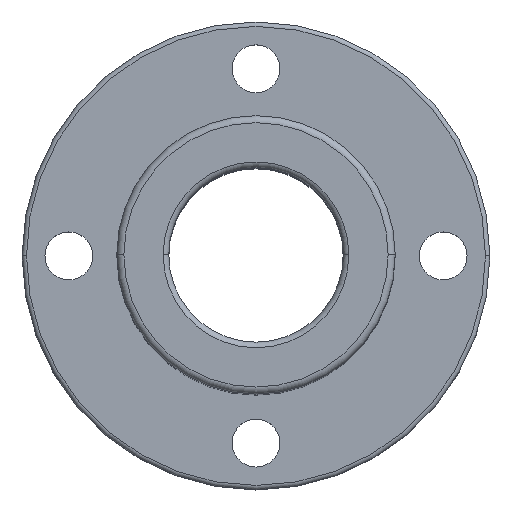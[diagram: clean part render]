
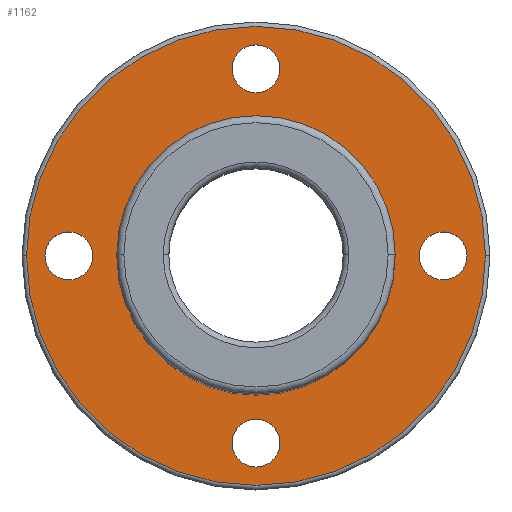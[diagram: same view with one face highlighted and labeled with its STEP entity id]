
A CAD part, top view. The second image highlights one B-rep face of the part: STEP entity #1162.
In plain terms, the highlighted planar face has unit normal (0, 0, 1).
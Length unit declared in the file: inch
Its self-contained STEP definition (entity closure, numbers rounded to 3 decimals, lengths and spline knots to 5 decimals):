
#9 = EDGE_CURVE ( 'NONE', #1748, #541, #2285, .T. ) ;
#27 = CIRCLE ( 'NONE', #688, 0.10825 ) ;
#40 = DIRECTION ( 'NONE',  ( 0., 0., 1. ) ) ;
#59 = VERTEX_POINT ( 'NONE', #617 ) ;
#116 = DIRECTION ( 'NONE',  ( -1., 0., 0. ) ) ;
#169 = PLANE ( 'NONE',  #1669 ) ;
#200 = VERTEX_POINT ( 'NONE', #1235 ) ;
#224 = DIRECTION ( 'NONE',  ( 1., 0., 0. ) ) ;
#229 = CARTESIAN_POINT ( 'NONE',  ( 0., 0., 0.428 ) ) ;
#244 = EDGE_LOOP ( 'NONE', ( #840, #1666 ) ) ;
#274 = DIRECTION ( 'NONE',  ( 0., -1., 0. ) ) ;
#290 = CARTESIAN_POINT ( 'NONE',  ( 1.03799, 0., 0.428 ) ) ;
#299 = AXIS2_PLACEMENT_3D ( 'NONE', #1579, #2668, #312 ) ;
#312 = DIRECTION ( 'NONE',  ( -1., 0., 0. ) ) ;
#320 = EDGE_LOOP ( 'NONE', ( #2164, #2718 ) ) ;
#372 = VERTEX_POINT ( 'NONE', #290 ) ;
#382 = CARTESIAN_POINT ( 'NONE',  ( -1.03799, 0., 0.428 ) ) ;
#389 = AXIS2_PLACEMENT_3D ( 'NONE', #697, #1796, #2013 ) ;
#417 = VERTEX_POINT ( 'NONE', #2298 ) ;
#421 = AXIS2_PLACEMENT_3D ( 'NONE', #229, #40, #845 ) ;
#444 = DIRECTION ( 'NONE',  ( 0., 0., -1. ) ) ;
#495 = CARTESIAN_POINT ( 'NONE',  ( 0.10825, 0.84645, 0.428 ) ) ;
#541 = VERTEX_POINT ( 'NONE', #1056 ) ;
#561 = DIRECTION ( 'NONE',  ( 0., 0., -1. ) ) ;
#581 = AXIS2_PLACEMENT_3D ( 'NONE', #1867, #1240, #2107 ) ;
#597 = EDGE_CURVE ( 'NONE', #2005, #700, #816, .T. ) ;
#616 = EDGE_CURVE ( 'NONE', #59, #417, #2030, .T. ) ;
#617 = CARTESIAN_POINT ( 'NONE',  ( 0.10825, -0.84645, 0.428 ) ) ;
#670 = AXIS2_PLACEMENT_3D ( 'NONE', #1282, #2143, #224 ) ;
#688 = AXIS2_PLACEMENT_3D ( 'NONE', #1967, #444, #2573 ) ;
#689 = CARTESIAN_POINT ( 'NONE',  ( 0.84645, 0.10825, 0.428 ) ) ;
#697 = CARTESIAN_POINT ( 'NONE',  ( 0., 0., 0.428 ) ) ;
#700 = VERTEX_POINT ( 'NONE', #1197 ) ;
#702 = DIRECTION ( 'NONE',  ( 1., 0., 0. ) ) ;
#816 = CIRCLE ( 'NONE', #2500, 0.10825 ) ;
#840 = ORIENTED_EDGE ( 'NONE', *, *, #1800, .F. ) ;
#845 = DIRECTION ( 'NONE',  ( 1., 0., 0. ) ) ;
#889 = ORIENTED_EDGE ( 'NONE', *, *, #1066, .T. ) ;
#895 = VERTEX_POINT ( 'NONE', #1865 ) ;
#904 = AXIS2_PLACEMENT_3D ( 'NONE', #962, #1141, #2000 ) ;
#919 = CARTESIAN_POINT ( 'NONE',  ( 0., 0., 0.428 ) ) ;
#962 = CARTESIAN_POINT ( 'NONE',  ( 0., -0.84645, 0.428 ) ) ;
#965 = AXIS2_PLACEMENT_3D ( 'NONE', #2131, #1081, #2583 ) ;
#966 = EDGE_CURVE ( 'NONE', #2569, #372, #1000, .T. ) ;
#985 = FACE_BOUND ( 'NONE', #2445, .T. ) ;
#1000 = CIRCLE ( 'NONE', #421, 1.03799 ) ;
#1003 = CIRCLE ( 'NONE', #2029, 0.10825 ) ;
#1015 = EDGE_CURVE ( 'NONE', #700, #2005, #2333, .T. ) ;
#1043 = VERTEX_POINT ( 'NONE', #495 ) ;
#1056 = CARTESIAN_POINT ( 'NONE',  ( 0.84645, -0.10825, 0.428 ) ) ;
#1066 = EDGE_CURVE ( 'NONE', #417, #59, #2374, .T. ) ;
#1081 = DIRECTION ( 'NONE',  ( 0., 0., 1. ) ) ;
#1141 = DIRECTION ( 'NONE',  ( 0., 0., -1. ) ) ;
#1162 = ADVANCED_FACE ( 'NONE', ( #985, #2315, #2074, #1411, #1195, #2513 ), #169, .F. ) ;
#1194 = ORIENTED_EDGE ( 'NONE', *, *, #2020, .T. ) ;
#1195 = FACE_OUTER_BOUND ( 'NONE', #2453, .T. ) ;
#1197 = CARTESIAN_POINT ( 'NONE',  ( -0.84645, -0.10825, 0.428 ) ) ;
#1235 = CARTESIAN_POINT ( 'NONE',  ( 0.6297, 0., 0.428 ) ) ;
#1240 = DIRECTION ( 'NONE',  ( 0., 0., -1. ) ) ;
#1277 = EDGE_CURVE ( 'NONE', #1043, #1813, #1003, .T. ) ;
#1282 = CARTESIAN_POINT ( 'NONE',  ( 0., -0.84645, 0.428 ) ) ;
#1327 = DIRECTION ( 'NONE',  ( 0., 0., -1. ) ) ;
#1349 = AXIS2_PLACEMENT_3D ( 'NONE', #1788, #1565, #274 ) ;
#1358 = CIRCLE ( 'NONE', #1637, 0.6297 ) ;
#1406 = EDGE_LOOP ( 'NONE', ( #1981, #1514 ) ) ;
#1411 = FACE_BOUND ( 'NONE', #320, .T. ) ;
#1473 = ORIENTED_EDGE ( 'NONE', *, *, #966, .T. ) ;
#1514 = ORIENTED_EDGE ( 'NONE', *, *, #597, .T. ) ;
#1515 = CARTESIAN_POINT ( 'NONE',  ( -0.84645, 0., 0.428 ) ) ;
#1528 = DIRECTION ( 'NONE',  ( 0., -1., 0. ) ) ;
#1530 = EDGE_LOOP ( 'NONE', ( #2525, #889 ) ) ;
#1547 = CARTESIAN_POINT ( 'NONE',  ( 0., 0.84645, 0.428 ) ) ;
#1565 = DIRECTION ( 'NONE',  ( 0., 0., -1. ) ) ;
#1579 = CARTESIAN_POINT ( 'NONE',  ( 0., 0.84645, 0.428 ) ) ;
#1637 = AXIS2_PLACEMENT_3D ( 'NONE', #919, #2620, #702 ) ;
#1666 = ORIENTED_EDGE ( 'NONE', *, *, #2182, .F. ) ;
#1669 = AXIS2_PLACEMENT_3D ( 'NONE', #2039, #561, #116 ) ;
#1748 = VERTEX_POINT ( 'NONE', #689 ) ;
#1768 = ORIENTED_EDGE ( 'NONE', *, *, #9, .T. ) ;
#1788 = CARTESIAN_POINT ( 'NONE',  ( -0.84645, 0., 0.428 ) ) ;
#1796 = DIRECTION ( 'NONE',  ( 0., 0., 1. ) ) ;
#1800 = EDGE_CURVE ( 'NONE', #200, #895, #1358, .T. ) ;
#1813 = VERTEX_POINT ( 'NONE', #2412 ) ;
#1834 = EDGE_CURVE ( 'NONE', #1813, #1043, #2342, .T. ) ;
#1865 = CARTESIAN_POINT ( 'NONE',  ( -0.6297, 0., 0.428 ) ) ;
#1867 = CARTESIAN_POINT ( 'NONE',  ( 0.84645, 0., 0.428 ) ) ;
#1957 = DIRECTION ( 'NONE',  ( 0., 0., -1. ) ) ;
#1967 = CARTESIAN_POINT ( 'NONE',  ( 0.84645, 0., 0.428 ) ) ;
#1981 = ORIENTED_EDGE ( 'NONE', *, *, #1015, .T. ) ;
#2000 = DIRECTION ( 'NONE',  ( 1., 0., 0. ) ) ;
#2004 = DIRECTION ( 'NONE',  ( -1., 0., 0. ) ) ;
#2005 = VERTEX_POINT ( 'NONE', #2351 ) ;
#2013 = DIRECTION ( 'NONE',  ( 1., 0., 0. ) ) ;
#2020 = EDGE_CURVE ( 'NONE', #372, #2569, #2655, .T. ) ;
#2029 = AXIS2_PLACEMENT_3D ( 'NONE', #1547, #1327, #2004 ) ;
#2030 = CIRCLE ( 'NONE', #670, 0.10825 ) ;
#2039 = CARTESIAN_POINT ( 'NONE',  ( 0., 0., 0.428 ) ) ;
#2043 = EDGE_CURVE ( 'NONE', #541, #1748, #27, .T. ) ;
#2074 = FACE_BOUND ( 'NONE', #1406, .T. ) ;
#2107 = DIRECTION ( 'NONE',  ( 0., 1., 0. ) ) ;
#2131 = CARTESIAN_POINT ( 'NONE',  ( 0., 0., 0.428 ) ) ;
#2143 = DIRECTION ( 'NONE',  ( 0., 0., -1. ) ) ;
#2164 = ORIENTED_EDGE ( 'NONE', *, *, #1834, .T. ) ;
#2182 = EDGE_CURVE ( 'NONE', #895, #200, #2216, .T. ) ;
#2216 = CIRCLE ( 'NONE', #389, 0.6297 ) ;
#2285 = CIRCLE ( 'NONE', #581, 0.10825 ) ;
#2298 = CARTESIAN_POINT ( 'NONE',  ( -0.10825, -0.84645, 0.428 ) ) ;
#2315 = FACE_BOUND ( 'NONE', #1530, .T. ) ;
#2333 = CIRCLE ( 'NONE', #1349, 0.10825 ) ;
#2342 = CIRCLE ( 'NONE', #299, 0.10825 ) ;
#2351 = CARTESIAN_POINT ( 'NONE',  ( -0.84645, 0.10825, 0.428 ) ) ;
#2374 = CIRCLE ( 'NONE', #904, 0.10825 ) ;
#2412 = CARTESIAN_POINT ( 'NONE',  ( -0.10825, 0.84645, 0.428 ) ) ;
#2445 = EDGE_LOOP ( 'NONE', ( #1768, #2469 ) ) ;
#2453 = EDGE_LOOP ( 'NONE', ( #1194, #1473 ) ) ;
#2469 = ORIENTED_EDGE ( 'NONE', *, *, #2043, .T. ) ;
#2500 = AXIS2_PLACEMENT_3D ( 'NONE', #1515, #1957, #1528 ) ;
#2513 = FACE_BOUND ( 'NONE', #244, .T. ) ;
#2525 = ORIENTED_EDGE ( 'NONE', *, *, #616, .T. ) ;
#2569 = VERTEX_POINT ( 'NONE', #382 ) ;
#2573 = DIRECTION ( 'NONE',  ( 0., 1., 0. ) ) ;
#2583 = DIRECTION ( 'NONE',  ( 1., 0., 0. ) ) ;
#2620 = DIRECTION ( 'NONE',  ( 0., 0., 1. ) ) ;
#2655 = CIRCLE ( 'NONE', #965, 1.03799 ) ;
#2668 = DIRECTION ( 'NONE',  ( 0., 0., -1. ) ) ;
#2718 = ORIENTED_EDGE ( 'NONE', *, *, #1277, .T. ) ;
